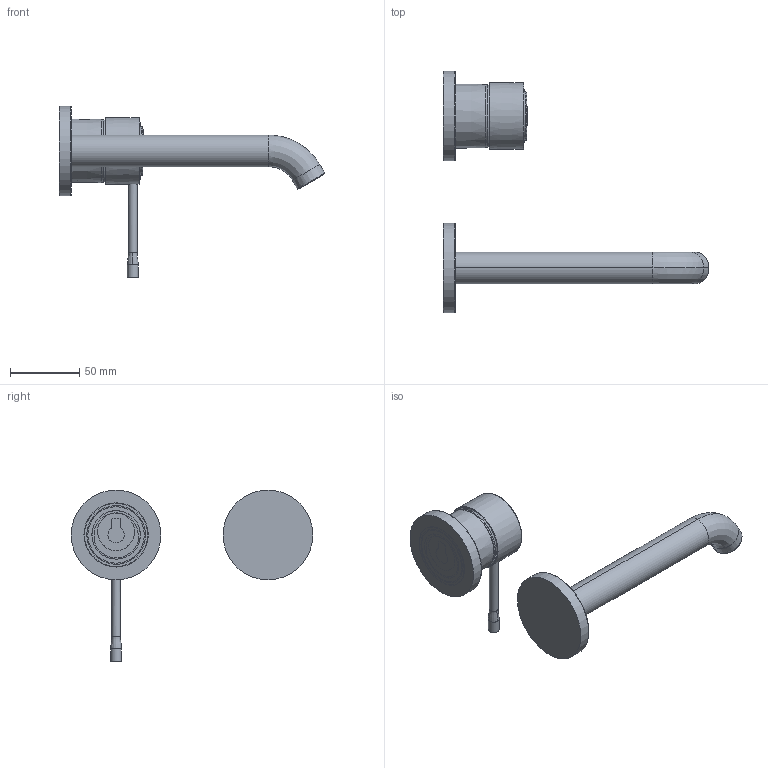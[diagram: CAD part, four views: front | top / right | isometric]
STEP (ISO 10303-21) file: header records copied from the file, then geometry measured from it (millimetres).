
FILE_DESCRIPTION(/* description */ ('Unknown'),/* implementation_level */ '2;1');
FILE_NAME(/* name */ '19408001',/* time_stamp */ '2022-08-29T06:17:28+02:00',/* author */ ('Unknown'),/* organization */ ('GROHE AG'),/* preprocessor_version */ 'ST-DEVELOPER v16.7',/* originating_system */ 'DEX',/* authorisation */ $);
FILE_SCHEMA (('AUTOMOTIVE_DESIGN {1 0 10303 214 3 1 1}'));
Length unit declared in the file: millimetre
Products named in the file (4): 19408001; id11; A4286268-2; A4286283-2
Assembly tree (3 placements, depth 2):
  19408001
    id11
    A4286268-2
    A4286283-2
Bounding box: 192.49 x 175 x 124.5 mm (x, y, z)
Volume: 57053 mm3; surface area: 82449.9 mm2
Topology: 9 solids, 17 shells, 265 faces, 1763 edges, 1492 vertices
Faces by surface type: plane 176, cylinder 36, bspline 33, torus 10, cone 7, sphere 3
Full cylindrical faces by diameter (mm): 6.35 x1, 6.9 x1, 7.793 x1, 20 x1, 65 x3
Entity records: 19822 total; most frequent: CARTESIAN_POINT 5790, ORIENTED_EDGE 3396, DIRECTION 2246, EDGE_CURVE 1715, LINE 1484, VECTOR 1484, VERTEX_POINT 1474, AXIS2_PLACEMENT_3D 381
